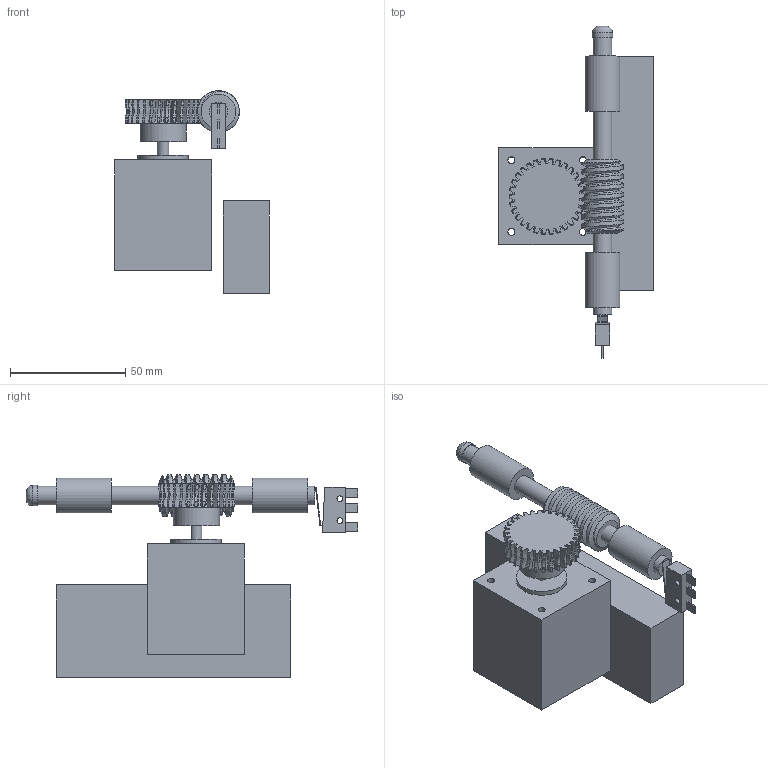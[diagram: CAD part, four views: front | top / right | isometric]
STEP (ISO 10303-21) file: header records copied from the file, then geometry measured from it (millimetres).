
FILE_DESCRIPTION(/* description */ (''),/* implementation_level */ '2;1');
FILE_NAME(/* name */ 'high_actuator.step',/* time_stamp */ '2021-02-08T09:33:06-05:00',/* author */ (''),/* organization */ (''),/* preprocessor_version */ 'ST-DEVELOPER v18.1',/* originating_system */ 'Autodesk Translation Framework v9.7.1.1290',/* authorisation */ '');
FILE_SCHEMA (('AUTOMOTIVE_DESIGN { 1 0 10303 214 3 1 1 }'));
Length unit declared in the file: millimetre
Products named in the file (11): high_actuator; extrusion (1); piston (1); gearing (1); 57545K646_METAL WORM GEAR (1); 4037N131_PLASTIC WORM GEAR (1); simple_nema_17 v1 (1); linear_bearings (1); endstop (1); simple end stop v2 (1); Component11
Assembly tree (10 placements, depth 4):
  high_actuator
    extrusion (1)
    piston (1)
    gearing (1)
      57545K646_METAL WORM GEAR (1)
      4037N131_PLASTIC WORM GEAR (1)
    simple_nema_17 v1 (1)
    linear_bearings (1)
    endstop (1)
      simple end stop v2 (1)
        Component11
Bounding box: 67 x 143.78 x 87.75 mm (x, y, z)
Volume: 194030.8 mm3; surface area: 44655.8 mm2
Topology: 10 solids, 10 shells, 412 faces, 1148 edges, 765 vertices
Faces by surface type: torus 151, bspline 97, cylinder 92, plane 68, cone 4
Full cylindrical faces by diameter (mm): 2.5 x2, 3 x4, 4 x2, 5.9 x1, 6 x1, 8 x3, 8.9 x1, 15 x2, 18 x6, 20 x1, 22 x1
Entity records: 26531 total; most frequent: CARTESIAN_POINT 17028, ORIENTED_EDGE 2296, DIRECTION 1410, EDGE_CURVE 1148, VERTEX_POINT 765, B_SPLINE_CURVE_WITH_KNOTS 701, AXIS2_PLACEMENT_3D 631, EDGE_LOOP 441
